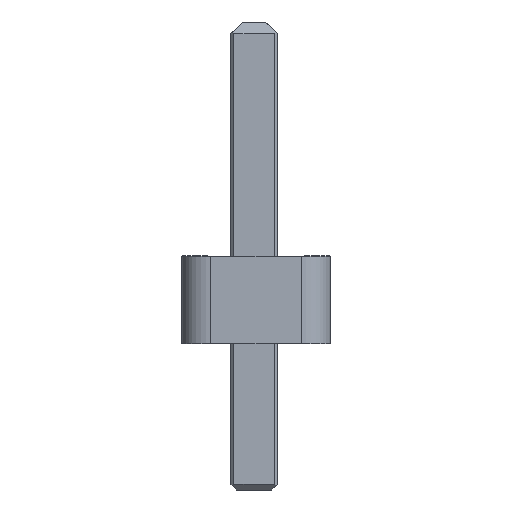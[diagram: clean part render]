
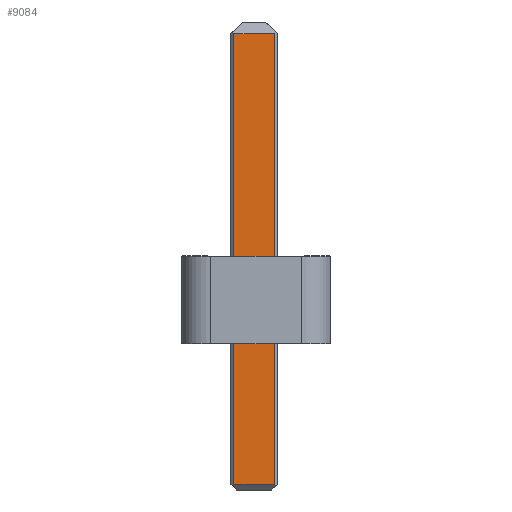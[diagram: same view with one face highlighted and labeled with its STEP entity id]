
A CAD part, left-side view. The second image highlights one B-rep face of the part: STEP entity #9084.
In plain terms, the highlighted planar face has unit normal (-1, 0, 0).
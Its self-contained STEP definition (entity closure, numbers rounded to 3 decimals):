
#744=FACE_OUTER_BOUND('',#1254,.T.);
#1254=EDGE_LOOP('',(#8057,#8058,#8059,#8060));
#2322=LINE('',#14549,#3462);
#2350=LINE('',#14604,#3490);
#2356=LINE('',#14617,#3496);
#2362=LINE('',#14628,#3502);
#3462=VECTOR('',#11976,10.);
#3490=VECTOR('',#12018,10.);
#3496=VECTOR('',#12030,10.);
#3502=VECTOR('',#12040,10.);
#4334=VERTEX_POINT('',#14546);
#4335=VERTEX_POINT('',#14548);
#4355=VERTEX_POINT('',#14602);
#4359=VERTEX_POINT('',#14616);
#5562=EDGE_CURVE('',#4334,#4335,#2322,.T.);
#5590=EDGE_CURVE('',#4355,#4334,#2350,.T.);
#5596=EDGE_CURVE('',#4335,#4359,#2356,.T.);
#5602=EDGE_CURVE('',#4359,#4355,#2362,.T.);
#8057=ORIENTED_EDGE('',*,*,#5562,.F.);
#8058=ORIENTED_EDGE('',*,*,#5590,.F.);
#8059=ORIENTED_EDGE('',*,*,#5602,.F.);
#8060=ORIENTED_EDGE('',*,*,#5596,.F.);
#8589=PLANE('',#9743);
#9084=ADVANCED_FACE('',(#744),#8589,.T.);
#9743=AXIS2_PLACEMENT_3D('',#14632,#12043,#12044);
#11976=DIRECTION('',(0.,1.,0.));
#12018=DIRECTION('',(0.,0.,-1.));
#12030=DIRECTION('',(0.,0.,1.));
#12040=DIRECTION('',(0.,-1.,0.));
#12043=DIRECTION('center_axis',(-1.,0.,0.));
#12044=DIRECTION('ref_axis',(0.,0.,1.));
#14546=CARTESIAN_POINT('',(-18.15,-0.32,-2.4));
#14548=CARTESIAN_POINT('',(-18.15,0.38,-2.4));
#14549=CARTESIAN_POINT('',(-18.15,-0.32,-2.4));
#14602=CARTESIAN_POINT('',(-18.15,-0.32,5.3));
#14604=CARTESIAN_POINT('',(-18.15,-0.32,5.3));
#14616=CARTESIAN_POINT('',(-18.15,0.38,5.3));
#14617=CARTESIAN_POINT('',(-18.15,0.38,-2.4));
#14628=CARTESIAN_POINT('',(-18.15,0.38,5.3));
#14632=CARTESIAN_POINT('Origin',(-18.15,0.03,-2.41));
